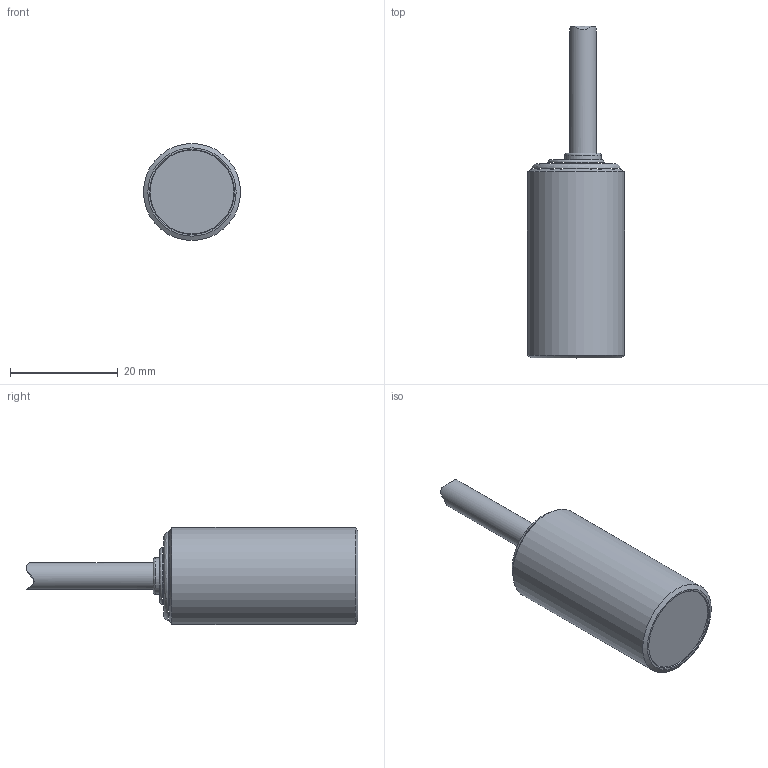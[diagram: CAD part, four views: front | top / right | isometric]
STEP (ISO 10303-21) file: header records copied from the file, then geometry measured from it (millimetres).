
FILE_DESCRIPTION (( 'STEP AP214' ), '1' );
FILE_NAME ('AK9-10-1A.STEP', '2018-04-11T11:25:27', ( '' ), ( '' ), 'SwSTEP 2.0', 'SolidWorks 2017', '' );
FILE_SCHEMA (( 'AUTOMOTIVE_DESIGN' ));
Length unit declared in the file: millimetre
Products named in the file (1): AK9-10-1A
Bounding box: 18 x 61.6 x 18 mm (x, y, z)
Volume: 9640.7 mm3; surface area: 3588.5 mm2
Topology: 4 solids, 4 shells, 21 faces, 36 edges, 27 vertices
Faces by surface type: plane 11, bspline 4, cylinder 3, cone 3
Full cylindrical faces by diameter (mm): 5 x1, 6.8 x1, 18 x1
Entity records: 994 total; most frequent: CARTESIAN_POINT 618, DIRECTION 58, ORIENTED_EDGE 44, EDGE_LOOP 34, AXIS2_PLACEMENT_3D 29, FACE_OUTER_BOUND 27, VERTEX_POINT 22, EDGE_CURVE 22
